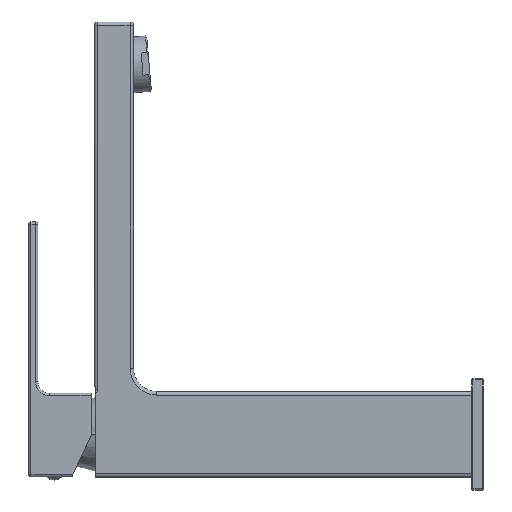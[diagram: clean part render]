
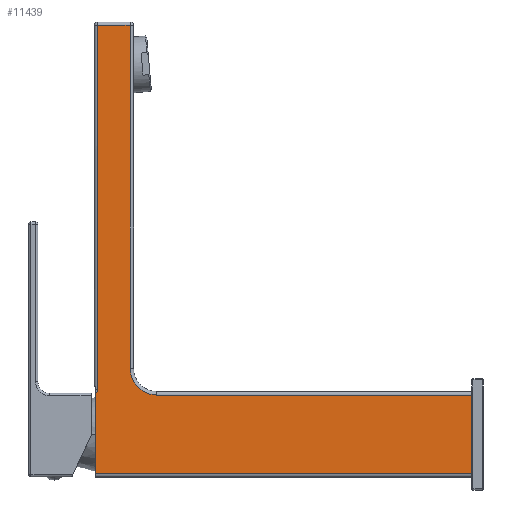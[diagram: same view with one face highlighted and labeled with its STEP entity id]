
A CAD part, left-side view. The second image highlights one B-rep face of the part: STEP entity #11439.
In plain terms, the highlighted planar face has unit normal (-1, 0, 0).
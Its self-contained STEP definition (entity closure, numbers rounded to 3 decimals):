
#3005=DIRECTION('',(0.,0.,1.));
#3006=VECTOR('',#3005,34.);
#3007=CARTESIAN_POINT('',(-18.5,1.5,-17.));
#3008=LINE('',#3007,#3006);
#3009=DIRECTION('',(0.,-1.,0.));
#3010=VECTOR('',#3009,162.5);
#3011=CARTESIAN_POINT('',(-18.5,164.,-17.));
#3012=LINE('',#3011,#3010);
#3013=DIRECTION('',(0.,0.,1.));
#3014=VECTOR('',#3013,34.634);
#3015=CARTESIAN_POINT('',(-18.5,164.,-17.));
#3016=LINE('',#3015,#3014);
#3017=CARTESIAN_POINT('',(-18.5,165.,19.366));
#3018=DIRECTION('',(1.,0.,0.));
#3019=DIRECTION('',(0.,-1.,0.));
#3020=AXIS2_PLACEMENT_3D('',#3017,#3018,#3019);
#3022=DIRECTION('',(0.,0.,-1.));
#3023=VECTOR('',#3022,157.134);
#3024=CARTESIAN_POINT('',(-18.5,163.,176.5));
#3025=LINE('',#3024,#3023);
#3026=DIRECTION('',(0.,1.,0.));
#3027=VECTOR('',#3026,14.);
#3028=CARTESIAN_POINT('',(-18.5,149.,176.5));
#3029=LINE('',#3028,#3027);
#3030=DIRECTION('',(0.,0.,1.));
#3031=VECTOR('',#3030,148.);
#3032=CARTESIAN_POINT('',(-18.5,149.,28.5));
#3033=LINE('',#3032,#3031);
#3034=CARTESIAN_POINT('',(-18.5,137.5,28.5));
#3035=DIRECTION('',(1.,0.,0.));
#3036=DIRECTION('',(0.,0.,-1.));
#3037=AXIS2_PLACEMENT_3D('',#3034,#3035,#3036);
#3039=DIRECTION('',(0.,1.,0.));
#3040=VECTOR('',#3039,136.);
#3041=CARTESIAN_POINT('',(-18.5,1.5,17.));
#3042=LINE('',#3041,#3040);
#4916=CARTESIAN_POINT('',(-18.5,137.5,17.));
#4917=CARTESIAN_POINT('',(-18.5,149.,28.5));
#4918=VERTEX_POINT('',#4916);
#4919=VERTEX_POINT('',#4917);
#4924=CARTESIAN_POINT('',(-18.5,149.,176.5));
#4925=VERTEX_POINT('',#4924);
#4930=CARTESIAN_POINT('',(-18.5,163.,176.5));
#4931=VERTEX_POINT('',#4930);
#4936=CARTESIAN_POINT('',(-18.5,163.,19.366));
#4937=VERTEX_POINT('',#4936);
#4954=CARTESIAN_POINT('',(-18.5,164.,-17.));
#4955=CARTESIAN_POINT('',(-18.5,164.,17.634));
#4956=VERTEX_POINT('',#4954);
#4957=VERTEX_POINT('',#4955);
#5912=CARTESIAN_POINT('',(-18.5,1.5,-17.));
#5913=CARTESIAN_POINT('',(-18.5,1.5,17.));
#5914=VERTEX_POINT('',#5912);
#5915=VERTEX_POINT('',#5913);
#11416=CARTESIAN_POINT('',(-18.5,0.,0.));
#11417=DIRECTION('',(1.,0.,0.));
#11418=DIRECTION('',(0.,0.,-1.));
#11419=AXIS2_PLACEMENT_3D('',#11416,#11417,#11418);
#11420=PLANE('',#11419);
#11421=ORIENTED_EDGE('',*,*,#7217,.F.);
#11423=ORIENTED_EDGE('',*,*,#11422,.F.);
#11424=ORIENTED_EDGE('',*,*,#11382,.T.);
#11426=ORIENTED_EDGE('',*,*,#11425,.F.);
#11428=ORIENTED_EDGE('',*,*,#11427,.F.);
#11430=ORIENTED_EDGE('',*,*,#11429,.F.);
#11432=ORIENTED_EDGE('',*,*,#11431,.F.);
#11434=ORIENTED_EDGE('',*,*,#11433,.F.);
#11436=ORIENTED_EDGE('',*,*,#11435,.F.);
#11437=EDGE_LOOP('',(#11421,#11423,#11424,#11426,#11428,#11430,#11432,#11434,
#11436));
#11438=FACE_OUTER_BOUND('',#11437,.F.);
#11439=ADVANCED_FACE('',(#11438),#11420,.F.);
#3021=CIRCLE('',#3020,2.);
#3038=CIRCLE('',#3037,11.5);
#7217=EDGE_CURVE('',#5914,#5915,#3008,.T.);
#11382=EDGE_CURVE('',#4956,#4957,#3016,.T.);
#11422=EDGE_CURVE('',#4956,#5914,#3012,.T.);
#11425=EDGE_CURVE('',#4937,#4957,#3021,.T.);
#11427=EDGE_CURVE('',#4931,#4937,#3025,.T.);
#11429=EDGE_CURVE('',#4925,#4931,#3029,.T.);
#11431=EDGE_CURVE('',#4919,#4925,#3033,.T.);
#11433=EDGE_CURVE('',#4918,#4919,#3038,.T.);
#11435=EDGE_CURVE('',#5915,#4918,#3042,.T.);
